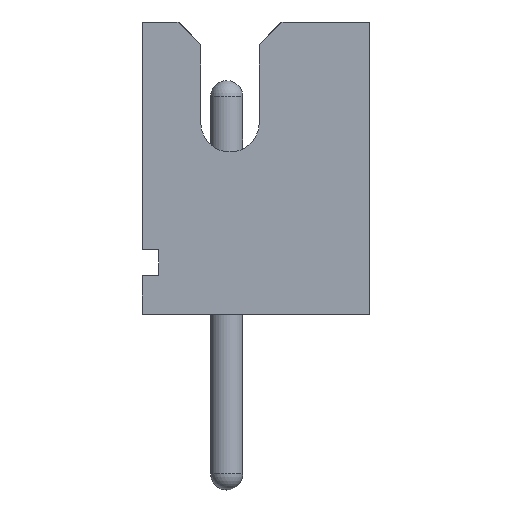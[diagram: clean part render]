
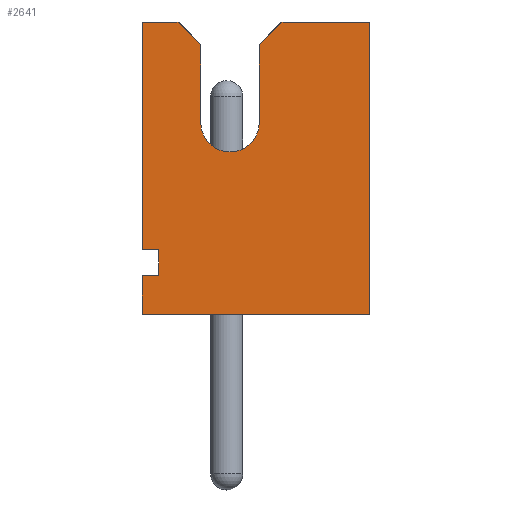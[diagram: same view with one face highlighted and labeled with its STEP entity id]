
A CAD part, front view. The second image highlights one B-rep face of the part: STEP entity #2641.
In plain terms, the highlighted planar face has unit normal (0, -1, 0).
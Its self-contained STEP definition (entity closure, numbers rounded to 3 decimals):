
#149=CIRCLE('',#2881,0.45);
#301=FACE_OUTER_BOUND('',#443,.T.);
#443=EDGE_LOOP('',(#2053,#2054,#2055,#2056,#2057,#2058,#2059,#2060,#2061,
#2062,#2063,#2064,#2065,#2066));
#578=LINE('',#3952,#866);
#581=LINE('',#3958,#869);
#585=LINE('',#3965,#873);
#593=LINE('',#3988,#881);
#603=LINE('',#4008,#891);
#613=LINE('',#4029,#901);
#616=LINE('',#4035,#904);
#672=LINE('',#4149,#960);
#679=LINE('',#4164,#967);
#680=LINE('',#4166,#968);
#681=LINE('',#4167,#969);
#682=LINE('',#4169,#970);
#683=LINE('',#4170,#971);
#866=VECTOR('',#3260,10.);
#869=VECTOR('',#3265,10.);
#873=VECTOR('',#3271,10.);
#881=VECTOR('',#3289,10.);
#891=VECTOR('',#3305,10.);
#901=VECTOR('',#3319,10.);
#904=VECTOR('',#3324,10.);
#960=VECTOR('',#3388,10.);
#967=VECTOR('',#3401,10.);
#968=VECTOR('',#3402,10.);
#969=VECTOR('',#3403,10.);
#970=VECTOR('',#3404,10.);
#971=VECTOR('',#3405,10.);
#1205=VERTEX_POINT('',#3949);
#1206=VERTEX_POINT('',#3951);
#1208=VERTEX_POINT('',#3957);
#1210=VERTEX_POINT('',#3963);
#1219=VERTEX_POINT('',#3985);
#1220=VERTEX_POINT('',#3987);
#1227=VERTEX_POINT('',#4007);
#1235=VERTEX_POINT('',#4026);
#1236=VERTEX_POINT('',#4028);
#1238=VERTEX_POINT('',#4034);
#1292=VERTEX_POINT('',#4147);
#1297=VERTEX_POINT('',#4163);
#1298=VERTEX_POINT('',#4165);
#1299=VERTEX_POINT('',#4168);
#1486=EDGE_CURVE('',#1206,#1205,#578,.T.);
#1489=EDGE_CURVE('',#1208,#1206,#581,.T.);
#1493=EDGE_CURVE('',#1205,#1210,#585,.T.);
#1503=EDGE_CURVE('',#1220,#1219,#593,.T.);
#1513=EDGE_CURVE('',#1227,#1220,#603,.T.);
#1523=EDGE_CURVE('',#1236,#1235,#613,.T.);
#1526=EDGE_CURVE('',#1238,#1236,#616,.T.);
#1529=EDGE_CURVE('',#1219,#1238,#149,.T.);
#1584=EDGE_CURVE('',#1292,#1210,#672,.T.);
#1591=EDGE_CURVE('',#1292,#1297,#679,.T.);
#1592=EDGE_CURVE('',#1297,#1298,#680,.T.);
#1593=EDGE_CURVE('',#1227,#1298,#681,.T.);
#1594=EDGE_CURVE('',#1299,#1235,#682,.T.);
#1595=EDGE_CURVE('',#1208,#1299,#683,.T.);
#2053=ORIENTED_EDGE('',*,*,#1489,.T.);
#2054=ORIENTED_EDGE('',*,*,#1486,.T.);
#2055=ORIENTED_EDGE('',*,*,#1493,.T.);
#2056=ORIENTED_EDGE('',*,*,#1584,.F.);
#2057=ORIENTED_EDGE('',*,*,#1591,.T.);
#2058=ORIENTED_EDGE('',*,*,#1592,.T.);
#2059=ORIENTED_EDGE('',*,*,#1593,.F.);
#2060=ORIENTED_EDGE('',*,*,#1513,.T.);
#2061=ORIENTED_EDGE('',*,*,#1503,.T.);
#2062=ORIENTED_EDGE('',*,*,#1529,.T.);
#2063=ORIENTED_EDGE('',*,*,#1526,.T.);
#2064=ORIENTED_EDGE('',*,*,#1523,.T.);
#2065=ORIENTED_EDGE('',*,*,#1594,.F.);
#2066=ORIENTED_EDGE('',*,*,#1595,.F.);
#2499=PLANE('',#2885);
#2641=ADVANCED_FACE('',(#301),#2499,.T.);
#2881=AXIS2_PLACEMENT_3D('',#4039,#3330,#3331);
#2885=AXIS2_PLACEMENT_3D('',#4162,#3399,#3400);
#3260=DIRECTION('',(0.,0.,-1.));
#3265=DIRECTION('',(1.,0.,0.));
#3271=DIRECTION('',(-1.,0.,0.));
#3289=DIRECTION('',(0.,0.,-1.));
#3305=DIRECTION('',(-0.707,0.,-0.707));
#3319=DIRECTION('',(-0.707,0.,0.707));
#3324=DIRECTION('',(0.,0.,1.));
#3330=DIRECTION('center_axis',(0.,1.,0.));
#3331=DIRECTION('ref_axis',(-1.,0.,0.));
#3388=DIRECTION('',(0.,0.,1.));
#3399=DIRECTION('center_axis',(0.,-1.,0.));
#3400=DIRECTION('ref_axis',(1.,0.,0.));
#3401=DIRECTION('',(1.,0.,0.));
#3402=DIRECTION('',(0.,0.,1.));
#3403=DIRECTION('',(1.,0.,0.));
#3404=DIRECTION('',(1.,0.,0.));
#3405=DIRECTION('',(0.,0.,1.));
#3949=CARTESIAN_POINT('',(-1.05,-1.5,0.6));
#3951=CARTESIAN_POINT('',(-1.05,-1.5,1.));
#3952=CARTESIAN_POINT('',(-1.05,-1.5,0.5));
#3957=CARTESIAN_POINT('',(-1.3,-1.5,1.));
#3958=CARTESIAN_POINT('',(-1.3,-1.5,1.));
#3963=CARTESIAN_POINT('',(-1.3,-1.5,0.6));
#3965=CARTESIAN_POINT('',(-1.175,-1.5,0.6));
#3985=CARTESIAN_POINT('',(0.5,-1.5,2.95));
#3987=CARTESIAN_POINT('',(0.5,-1.5,4.15));
#3988=CARTESIAN_POINT('',(0.5,-1.5,2.075));
#4007=CARTESIAN_POINT('',(0.85,-1.5,4.5));
#4008=CARTESIAN_POINT('',(-0.813,-1.5,2.838));
#4026=CARTESIAN_POINT('',(-0.75,-1.5,4.5));
#4028=CARTESIAN_POINT('',(-0.4,-1.5,4.15));
#4029=CARTESIAN_POINT('',(0.413,-1.5,3.338));
#4034=CARTESIAN_POINT('',(-0.4,-1.5,2.95));
#4035=CARTESIAN_POINT('',(-0.4,-1.5,1.475));
#4039=CARTESIAN_POINT('Origin',(0.05,-1.5,2.95));
#4147=CARTESIAN_POINT('',(-1.3,-1.5,0.));
#4149=CARTESIAN_POINT('',(-1.3,-1.5,0.));
#4162=CARTESIAN_POINT('Origin',(-1.3,-1.5,0.));
#4163=CARTESIAN_POINT('',(2.2,-1.5,0.));
#4164=CARTESIAN_POINT('',(-1.3,-1.5,0.));
#4165=CARTESIAN_POINT('',(2.2,-1.5,4.5));
#4166=CARTESIAN_POINT('',(2.2,-1.5,0.));
#4167=CARTESIAN_POINT('',(-1.3,-1.5,4.5));
#4168=CARTESIAN_POINT('',(-1.3,-1.5,4.5));
#4169=CARTESIAN_POINT('',(-1.3,-1.5,4.5));
#4170=CARTESIAN_POINT('',(-1.3,-1.5,0.));
